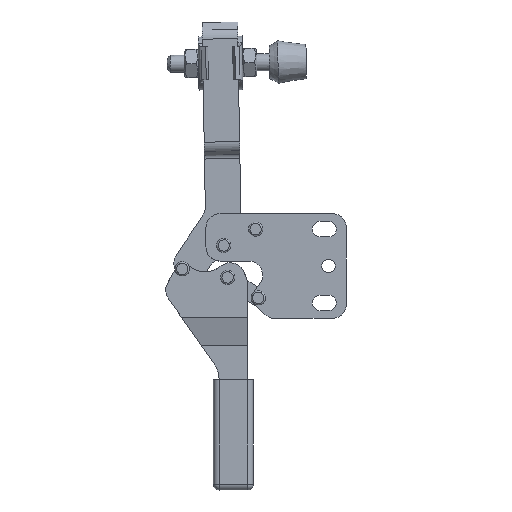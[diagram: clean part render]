
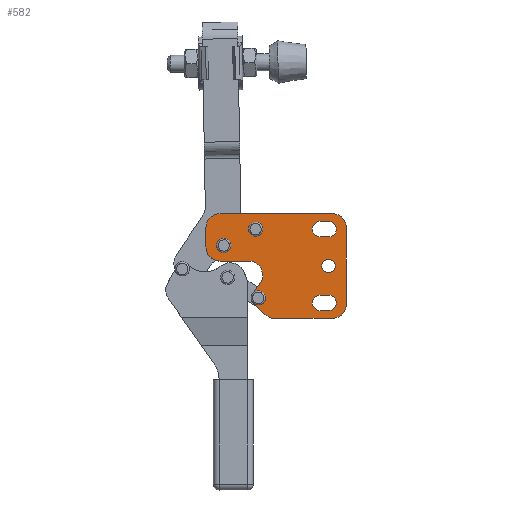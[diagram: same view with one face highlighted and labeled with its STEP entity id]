
A CAD part, left-side view. The second image highlights one B-rep face of the part: STEP entity #582.
In plain terms, the highlighted free-form (B-spline) face has degree [1, 1] with [2, 2] control points.
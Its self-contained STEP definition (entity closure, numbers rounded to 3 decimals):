
#342=CARTESIAN_POINT('',(-5.,36.5,37.));
#343=CARTESIAN_POINT('',(-5.,36.5,0.));
#344=CARTESIAN_POINT('',(-5.,-13.,37.));
#345=CARTESIAN_POINT('',(-5.,-13.,0.));
#346=B_SPLINE_SURFACE_WITH_KNOTS('',1,1,((#342,#344),(#343,#345)),.UNSPECIFIED.,.F.,.F.,.U.,(2,2),(2,2),(0.0,37.0),(0.0,49.5),.UNSPECIFIED.);
#347=CARTESIAN_POINT('',(-5.,18.05,9.77));
#348=VERTEX_POINT('',#347);
#349=CARTESIAN_POINT('',(-5.,19.818,5.502));
#350=VERTEX_POINT('',#349);
#351=CARTESIAN_POINT('',(-5.,18.05,7.27));
#352=DIRECTION('',(1.0,0.0,0.0));
#353=DIRECTION('',(0.0,0.0,-1.0));
#354=AXIS2_PLACEMENT_3D('',#351,#352,#353);
#355=CIRCLE('',#354,2.5);
#356=EDGE_CURVE('',#348,#350,#355,.T.);
#357=ORIENTED_EDGE('',*,*,#356,.T.);
#358=CARTESIAN_POINT('',(-5.,15.78,1.464));
#359=VERTEX_POINT('',#358);
#360=CARTESIAN_POINT('',(-5.0,15.78,1.464));
#361=DIRECTION('',(0.,0.707,0.707));
#362=VECTOR('',#361,5.71);
#363=LINE('',#360,#362);
#364=EDGE_CURVE('',#359,#350,#363,.T.);
#365=ORIENTED_EDGE('',*,*,#364,.F.);
#366=CARTESIAN_POINT('',(-5.0,12.244,0.));
#367=VERTEX_POINT('',#366);
#368=CARTESIAN_POINT('',(-5.,12.244,5.));
#369=DIRECTION('',(1.,0.,0.));
#370=DIRECTION('',(0.,0.383,-0.924));
#371=AXIS2_PLACEMENT_3D('',#368,#369,#370);
#372=CIRCLE('',#371,5.);
#373=EDGE_CURVE('',#367,#359,#372,.T.);
#374=ORIENTED_EDGE('',*,*,#373,.F.);
#375=CARTESIAN_POINT('',(-5.,-8.,0.));
#376=VERTEX_POINT('',#375);
#377=CARTESIAN_POINT('',(-5.,-8.,0.));
#378=DIRECTION('',(0.0,1.0,0.0));
#379=VECTOR('',#378,20.244);
#380=LINE('',#377,#379);
#381=EDGE_CURVE('',#376,#367,#380,.T.);
#382=ORIENTED_EDGE('',*,*,#381,.F.);
#383=CARTESIAN_POINT('',(-5.,-13.,5.));
#384=VERTEX_POINT('',#383);
#385=CARTESIAN_POINT('',(-5.,-8.,5.));
#386=DIRECTION('',(1.0,0.,0.));
#387=DIRECTION('',(0.,-0.707,-0.707));
#388=AXIS2_PLACEMENT_3D('',#385,#386,#387);
#389=CIRCLE('',#388,5.0);
#390=EDGE_CURVE('',#384,#376,#389,.T.);
#391=ORIENTED_EDGE('',*,*,#390,.F.);
#392=CARTESIAN_POINT('',(-5.,-13.,32.));
#393=VERTEX_POINT('',#392);
#394=CARTESIAN_POINT('',(-5.,-13.,32.));
#395=DIRECTION('',(0.0,0.0,-1.0));
#396=VECTOR('',#395,27.0);
#397=LINE('',#394,#396);
#398=EDGE_CURVE('',#393,#384,#397,.T.);
#399=ORIENTED_EDGE('',*,*,#398,.F.);
#400=CARTESIAN_POINT('',(-5.,-8.,37.));
#401=VERTEX_POINT('',#400);
#402=CARTESIAN_POINT('',(-5.,-8.,32.));
#403=DIRECTION('',(1.0,0.,0.));
#404=DIRECTION('',(0.,-0.707,0.707));
#405=AXIS2_PLACEMENT_3D('',#402,#403,#404);
#406=CIRCLE('',#405,5.0);
#407=EDGE_CURVE('',#401,#393,#406,.T.);
#408=ORIENTED_EDGE('',*,*,#407,.F.);
#409=CARTESIAN_POINT('',(-5.,31.5,37.));
#410=VERTEX_POINT('',#409);
#411=CARTESIAN_POINT('',(-5.,31.5,37.));
#412=DIRECTION('',(0.0,-1.0,0.0));
#413=VECTOR('',#412,39.5);
#414=LINE('',#411,#413);
#415=EDGE_CURVE('',#410,#401,#414,.T.);
#416=ORIENTED_EDGE('',*,*,#415,.F.);
#417=CARTESIAN_POINT('',(-5.,36.5,32.));
#418=VERTEX_POINT('',#417);
#419=CARTESIAN_POINT('',(-5.,31.5,32.));
#420=DIRECTION('',(1.,0.,0.));
#421=DIRECTION('',(0.,0.707,0.707));
#422=AXIS2_PLACEMENT_3D('',#419,#420,#421);
#423=CIRCLE('',#422,5.);
#424=EDGE_CURVE('',#418,#410,#423,.T.);
#425=ORIENTED_EDGE('',*,*,#424,.F.);
#426=CARTESIAN_POINT('',(-5.,36.5,25.25));
#427=VERTEX_POINT('',#426);
#428=CARTESIAN_POINT('',(-5.,36.5,25.25));
#429=DIRECTION('',(0.0,0.0,1.0));
#430=VECTOR('',#429,6.75);
#431=LINE('',#428,#430);
#432=EDGE_CURVE('',#427,#418,#431,.T.);
#433=ORIENTED_EDGE('',*,*,#432,.F.);
#434=CARTESIAN_POINT('',(-5.,31.5,20.25));
#435=VERTEX_POINT('',#434);
#436=CARTESIAN_POINT('',(-5.,31.5,25.25));
#437=DIRECTION('',(1.,0.,0.));
#438=DIRECTION('',(0.,0.707,-0.707));
#439=AXIS2_PLACEMENT_3D('',#436,#437,#438);
#440=CIRCLE('',#439,5.);
#441=EDGE_CURVE('',#435,#427,#440,.T.);
#442=ORIENTED_EDGE('',*,*,#441,.F.);
#443=CARTESIAN_POINT('',(-5.,21.5,20.25));
#444=VERTEX_POINT('',#443);
#445=CARTESIAN_POINT('',(-5.,21.5,20.25));
#446=DIRECTION('',(0.0,1.0,0.0));
#447=VECTOR('',#446,10.0);
#448=LINE('',#445,#447);
#449=EDGE_CURVE('',#444,#435,#448,.T.);
#450=ORIENTED_EDGE('',*,*,#449,.F.);
#451=CARTESIAN_POINT('',(-5.,17.467,12.294));
#452=VERTEX_POINT('',#451);
#453=CARTESIAN_POINT('',(-5.,21.5,15.25));
#454=DIRECTION('',(-1.0,0.,0.));
#455=DIRECTION('',(0.,-0.807,-0.591));
#456=AXIS2_PLACEMENT_3D('',#453,#454,#455);
#457=CIRCLE('',#456,5.0);
#458=EDGE_CURVE('',#452,#444,#457,.T.);
#459=ORIENTED_EDGE('',*,*,#458,.F.);
#460=CARTESIAN_POINT('',(-5.,20.066,8.748));
#461=VERTEX_POINT('',#460);
#462=CARTESIAN_POINT('',(-5.,20.066,8.748));
#463=DIRECTION('',(0.0,-0.591,0.807));
#464=VECTOR('',#463,4.397);
#465=LINE('',#462,#464);
#466=EDGE_CURVE('',#461,#452,#465,.T.);
#467=ORIENTED_EDGE('',*,*,#466,.F.);
#468=CARTESIAN_POINT('',(-5.,18.05,7.27));
#469=DIRECTION('',(1.0,0.0,0.0));
#470=DIRECTION('',(0.0,0.0,-1.0));
#471=AXIS2_PLACEMENT_3D('',#468,#469,#470);
#472=CIRCLE('',#471,2.5);
#473=EDGE_CURVE('',#461,#348,#472,.T.);
#474=ORIENTED_EDGE('',*,*,#473,.T.);
#475=EDGE_LOOP('',(#357,#365,#374,#382,#391,#399,#408,#416,#425,#433,#442,#450,#459,#467,#474));
#476=FACE_OUTER_BOUND('',#475,.T.);
#477=CARTESIAN_POINT('',(-5.,19.0,34.));
#478=VERTEX_POINT('',#477);
#479=CARTESIAN_POINT('',(-5.,19.0,31.5));
#480=DIRECTION('',(1.0,0.0,0.0));
#481=DIRECTION('',(0.0,0.0,-1.0));
#482=AXIS2_PLACEMENT_3D('',#479,#480,#481);
#483=CIRCLE('',#482,2.5);
#484=EDGE_CURVE('',#478,#478,#483,.T.);
#485=ORIENTED_EDGE('',*,*,#484,.T.);
#486=EDGE_LOOP('',(#485));
#487=FACE_BOUND('',#486,.T.);
#488=CARTESIAN_POINT('',(-5.0,30.938,28.154));
#489=VERTEX_POINT('',#488);
#490=CARTESIAN_POINT('',(-5.0,30.25,25.75));
#491=DIRECTION('',(1.0,0.,0.));
#492=DIRECTION('',(0.,-0.275,-0.961));
#493=AXIS2_PLACEMENT_3D('',#490,#491,#492);
#494=CIRCLE('',#493,2.5);
#495=EDGE_CURVE('',#489,#489,#494,.T.);
#496=ORIENTED_EDGE('',*,*,#495,.T.);
#497=EDGE_LOOP('',(#496));
#498=FACE_BOUND('',#497,.T.);
#499=CARTESIAN_POINT('',(-5.,-6.75,2.75));
#500=VERTEX_POINT('',#499);
#501=CARTESIAN_POINT('',(-5.0,-3.75,2.75));
#502=VERTEX_POINT('',#501);
#503=CARTESIAN_POINT('',(-5.,-6.75,2.75));
#504=DIRECTION('',(0.0,1.0,0.0));
#505=VECTOR('',#504,3.);
#506=LINE('',#503,#505);
#507=EDGE_CURVE('',#500,#502,#506,.T.);
#508=ORIENTED_EDGE('',*,*,#507,.T.);
#509=CARTESIAN_POINT('',(-5.0,-3.75,8.25));
#510=VERTEX_POINT('',#509);
#511=CARTESIAN_POINT('',(-5.,-3.75,5.5));
#512=DIRECTION('',(1.0,0.0,0.0));
#513=DIRECTION('',(0.0,0.0,-1.0));
#514=AXIS2_PLACEMENT_3D('',#511,#512,#513);
#515=CIRCLE('',#514,2.75);
#516=EDGE_CURVE('',#502,#510,#515,.T.);
#517=ORIENTED_EDGE('',*,*,#516,.T.);
#518=CARTESIAN_POINT('',(-5.,-6.75,8.25));
#519=VERTEX_POINT('',#518);
#520=CARTESIAN_POINT('',(-5.,-3.75,8.25));
#521=DIRECTION('',(0.0,-1.0,0.0));
#522=VECTOR('',#521,3.);
#523=LINE('',#520,#522);
#524=EDGE_CURVE('',#510,#519,#523,.T.);
#525=ORIENTED_EDGE('',*,*,#524,.T.);
#526=CARTESIAN_POINT('',(-5.,-6.75,5.5));
#527=DIRECTION('',(1.0,0.0,0.0));
#528=DIRECTION('',(0.0,0.0,1.0));
#529=AXIS2_PLACEMENT_3D('',#526,#527,#528);
#530=CIRCLE('',#529,2.75);
#531=EDGE_CURVE('',#519,#500,#530,.T.);
#532=ORIENTED_EDGE('',*,*,#531,.T.);
#533=EDGE_LOOP('',(#508,#517,#525,#532));
#534=FACE_BOUND('',#533,.T.);
#535=CARTESIAN_POINT('',(-5.,-6.75,28.75));
#536=VERTEX_POINT('',#535);
#537=CARTESIAN_POINT('',(-5.0,-3.75,28.75));
#538=VERTEX_POINT('',#537);
#539=CARTESIAN_POINT('',(-5.,-6.75,28.75));
#540=DIRECTION('',(0.0,1.0,0.0));
#541=VECTOR('',#540,3.);
#542=LINE('',#539,#541);
#543=EDGE_CURVE('',#536,#538,#542,.T.);
#544=ORIENTED_EDGE('',*,*,#543,.T.);
#545=CARTESIAN_POINT('',(-5.0,-3.75,34.25));
#546=VERTEX_POINT('',#545);
#547=CARTESIAN_POINT('',(-5.,-3.75,31.5));
#548=DIRECTION('',(1.0,0.0,0.0));
#549=DIRECTION('',(0.0,0.0,1.0));
#550=AXIS2_PLACEMENT_3D('',#547,#548,#549);
#551=CIRCLE('',#550,2.75);
#552=EDGE_CURVE('',#538,#546,#551,.T.);
#553=ORIENTED_EDGE('',*,*,#552,.T.);
#554=CARTESIAN_POINT('',(-5.,-6.75,34.25));
#555=VERTEX_POINT('',#554);
#556=CARTESIAN_POINT('',(-5.,-3.75,34.25));
#557=DIRECTION('',(0.0,-1.0,0.0));
#558=VECTOR('',#557,3.0);
#559=LINE('',#556,#558);
#560=EDGE_CURVE('',#546,#555,#559,.T.);
#561=ORIENTED_EDGE('',*,*,#560,.T.);
#562=CARTESIAN_POINT('',(-5.,-6.75,31.5));
#563=DIRECTION('',(1.0,0.0,0.0));
#564=DIRECTION('',(0.0,0.0,-1.0));
#565=AXIS2_PLACEMENT_3D('',#562,#563,#564);
#566=CIRCLE('',#565,2.75);
#567=EDGE_CURVE('',#555,#536,#566,.T.);
#568=ORIENTED_EDGE('',*,*,#567,.T.);
#569=EDGE_LOOP('',(#544,#553,#561,#568));
#570=FACE_BOUND('',#569,.T.);
#571=CARTESIAN_POINT('',(-5.,-6.75,16.1));
#572=VERTEX_POINT('',#571);
#573=CARTESIAN_POINT('',(-5.,-6.75,18.5));
#574=DIRECTION('',(1.0,0.0,0.0));
#575=DIRECTION('',(0.0,0.0,1.0));
#576=AXIS2_PLACEMENT_3D('',#573,#574,#575);
#577=CIRCLE('',#576,2.4);
#578=EDGE_CURVE('',#572,#572,#577,.T.);
#579=ORIENTED_EDGE('',*,*,#578,.T.);
#580=EDGE_LOOP('',(#579));
#581=FACE_BOUND('',#580,.T.);
#582=ADVANCED_FACE('',(#476,#487,#498,#534,#570,#581),#346,.T.);
